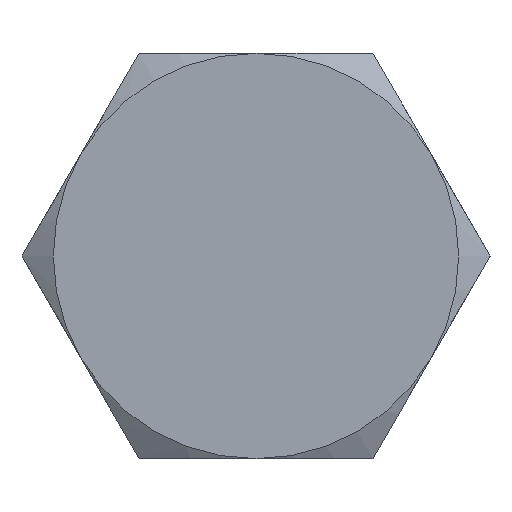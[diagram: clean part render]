
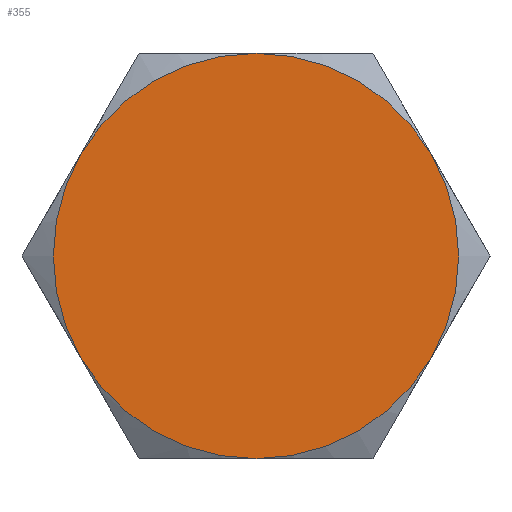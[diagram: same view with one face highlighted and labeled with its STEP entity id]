
A CAD part, left-side view. The second image highlights one B-rep face of the part: STEP entity #355.
In plain terms, the highlighted planar face has unit normal (-1, 0, 0).
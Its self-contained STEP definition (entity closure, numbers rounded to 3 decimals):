
#35 = ORIENTED_EDGE ( 'NONE', *, *, #1188, .F. ) ;
#52 = AXIS2_PLACEMENT_3D ( 'NONE', #246, #937, #358 ) ;
#53 = AXIS2_PLACEMENT_3D ( 'NONE', #352, #1028, #468 ) ;
#56 = AXIS2_PLACEMENT_3D ( 'NONE', #752, #121, #835 ) ;
#58 = AXIS2_PLACEMENT_3D ( 'NONE', #1135, #567, #1235 ) ;
#59 = AXIS2_PLACEMENT_3D ( 'NONE', #235, #925, #346 ) ;
#60 = ORIENTED_EDGE ( 'NONE', *, *, #1199, .F. ) ;
#61 = AXIS2_PLACEMENT_3D ( 'NONE', #657, #1340, #747 ) ;
#121 = DIRECTION ( 'NONE',  ( 1., 0., 0. ) ) ;
#218 = CIRCLE ( 'NONE', #52, 8.5 ) ;
#235 = CARTESIAN_POINT ( 'NONE',  ( 0., 0., 0. ) ) ;
#246 = CARTESIAN_POINT ( 'NONE',  ( 0., 0., 0. ) ) ;
#251 = CIRCLE ( 'NONE', #53, 8.5 ) ;
#321 = AXIS2_PLACEMENT_3D ( 'NONE', #585, #426, #1099 ) ;
#346 = DIRECTION ( 'NONE',  ( 0., 0., -1. ) ) ;
#352 = CARTESIAN_POINT ( 'NONE',  ( 0., 0., 0. ) ) ;
#355 = ADVANCED_FACE ( 'NONE', ( #1111 ), #1052, .F. ) ;
#358 = DIRECTION ( 'NONE',  ( 0., 0., -1. ) ) ;
#403 = VERTEX_POINT ( 'NONE', #1004 ) ;
#426 = DIRECTION ( 'NONE',  ( 1., 0., 0. ) ) ;
#468 = DIRECTION ( 'NONE',  ( 0., 0., -1. ) ) ;
#475 = EDGE_LOOP ( 'NONE', ( #602, #1103, #35, #628, #1138, #60 ) ) ;
#489 = VERTEX_POINT ( 'NONE', #1016 ) ;
#546 = CIRCLE ( 'NONE', #61, 8.5 ) ;
#549 = CARTESIAN_POINT ( 'NONE',  ( 0., 7.361, -4.25 ) ) ;
#567 = DIRECTION ( 'NONE',  ( -1., 0., 0. ) ) ;
#568 = CARTESIAN_POINT ( 'NONE',  ( 0., -7.361, 4.25 ) ) ;
#585 = CARTESIAN_POINT ( 'NONE',  ( 0., 9.815, 0. ) ) ;
#597 = VERTEX_POINT ( 'NONE', #568 ) ;
#602 = ORIENTED_EDGE ( 'NONE', *, *, #1207, .F. ) ;
#628 = ORIENTED_EDGE ( 'NONE', *, *, #1196, .F. ) ;
#631 = CARTESIAN_POINT ( 'NONE',  ( 0., 0., -8.5 ) ) ;
#657 = CARTESIAN_POINT ( 'NONE',  ( 0., 0., 0. ) ) ;
#674 = CARTESIAN_POINT ( 'NONE',  ( 0., -7.361, -4.25 ) ) ;
#747 = DIRECTION ( 'NONE',  ( 0., 0., -1. ) ) ;
#752 = CARTESIAN_POINT ( 'NONE',  ( 0., 0., 0. ) ) ;
#790 = CIRCLE ( 'NONE', #56, 8.5 ) ;
#808 = VERTEX_POINT ( 'NONE', #674 ) ;
#835 = DIRECTION ( 'NONE',  ( 0., 0., -1. ) ) ;
#925 = DIRECTION ( 'NONE',  ( 1., 0., 0. ) ) ;
#937 = DIRECTION ( 'NONE',  ( 1., 0., 0. ) ) ;
#1004 = CARTESIAN_POINT ( 'NONE',  ( 0., 7.361, 4.25 ) ) ;
#1016 = CARTESIAN_POINT ( 'NONE',  ( 0., 0., 8.5 ) ) ;
#1028 = DIRECTION ( 'NONE',  ( 1., 0., 0. ) ) ;
#1040 = CIRCLE ( 'NONE', #58, 8.5 ) ;
#1052 = PLANE ( 'NONE',  #321 ) ;
#1098 = VERTEX_POINT ( 'NONE', #631 ) ;
#1099 = DIRECTION ( 'NONE',  ( 0., 0., -1. ) ) ;
#1103 = ORIENTED_EDGE ( 'NONE', *, *, #1190, .F. ) ;
#1111 = FACE_OUTER_BOUND ( 'NONE', #475, .T. ) ;
#1135 = CARTESIAN_POINT ( 'NONE',  ( 0., 0., 0. ) ) ;
#1138 = ORIENTED_EDGE ( 'NONE', *, *, #1194, .T. ) ;
#1149 = VERTEX_POINT ( 'NONE', #549 ) ;
#1188 = EDGE_CURVE ( 'NONE', #597, #808, #546, .T. ) ;
#1190 = EDGE_CURVE ( 'NONE', #808, #1098, #1315, .T. ) ;
#1194 = EDGE_CURVE ( 'NONE', #489, #403, #1040, .T. ) ;
#1196 = EDGE_CURVE ( 'NONE', #489, #597, #790, .T. ) ;
#1199 = EDGE_CURVE ( 'NONE', #1149, #403, #251, .T. ) ;
#1207 = EDGE_CURVE ( 'NONE', #1098, #1149, #218, .T. ) ;
#1235 = DIRECTION ( 'NONE',  ( 0., 0., 1. ) ) ;
#1315 = CIRCLE ( 'NONE', #59, 8.5 ) ;
#1340 = DIRECTION ( 'NONE',  ( 1., 0., 0. ) ) ;
